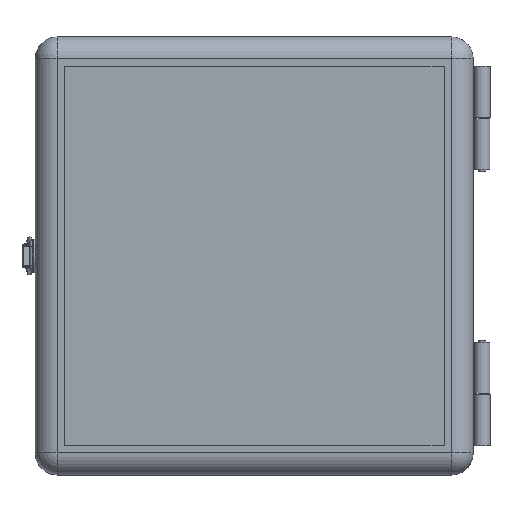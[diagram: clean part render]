
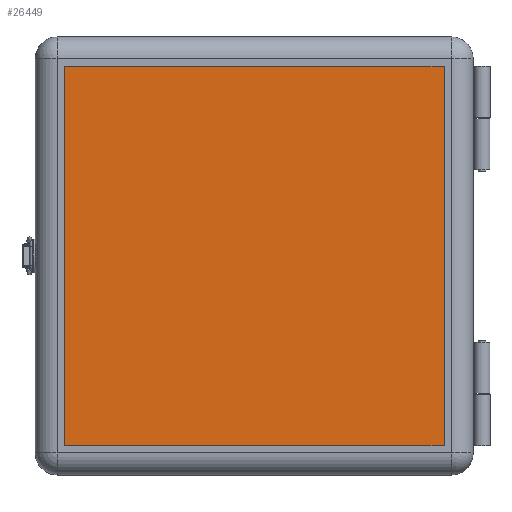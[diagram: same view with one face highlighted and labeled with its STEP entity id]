
A CAD part, top view. The second image highlights one B-rep face of the part: STEP entity #26449.
In plain terms, the highlighted face is planar.
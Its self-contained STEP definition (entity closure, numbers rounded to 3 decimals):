
#19842 = EDGE_CURVE ( 'NONE', #22590, #22593, #41950, .T. ) ;
#19850 = EDGE_CURVE ( 'NONE', #22594, #22597, #41958, .T. ) ;
#19857 = EDGE_CURVE ( 'NONE', #22597, #22590, #41963, .T. ) ;
#19861 = EDGE_CURVE ( 'NONE', #22593, #22594, #41986, .T. ) ;
#21564 = EDGE_LOOP ( 'NONE', ( #24121, #24122, #24289, #24291 ) ) ;
#22590 = VERTEX_POINT ( 'NONE', #47648 ) ;
#22593 = VERTEX_POINT ( 'NONE', #47651 ) ;
#22594 = VERTEX_POINT ( 'NONE', #47652 ) ;
#22597 = VERTEX_POINT ( 'NONE', #47655 ) ;
#24121 = ORIENTED_EDGE ( 'NONE', *, *, #19857, .F. ) ;
#24122 = ORIENTED_EDGE ( 'NONE', *, *, #19850, .F. ) ;
#24289 = ORIENTED_EDGE ( 'NONE', *, *, #19861, .F. ) ;
#24291 = ORIENTED_EDGE ( 'NONE', *, *, #19842, .F. ) ;
#26449 = ADVANCED_FACE ( 'NONE', ( #48909 ), #48910, .F. ) ;
#41950 = LINE ( 'NONE', #41960, #42604 ) ;
#41958 = LINE ( 'NONE', #41972, #42605 ) ;
#41960 = CARTESIAN_POINT ( 'NONE',  ( 130., -135., 0. ) ) ;
#41961 = DIRECTION ( 'NONE',  ( 0., 1., 0. ) ) ;
#41963 = LINE ( 'NONE', #41981, #42608 ) ;
#41972 = CARTESIAN_POINT ( 'NONE',  ( -130., -135., 0. ) ) ;
#41973 = DIRECTION ( 'NONE',  ( 0., -1., 0. ) ) ;
#41981 = CARTESIAN_POINT ( 'NONE',  ( -135., -130., 0. ) ) ;
#41983 = DIRECTION ( 'NONE',  ( 1., 0., 0. ) ) ;
#41986 = LINE ( 'NONE', #41987, #42613 ) ;
#41987 = CARTESIAN_POINT ( 'NONE',  ( -135., 130., 0. ) ) ;
#41988 = DIRECTION ( 'NONE',  ( -1., 0., 0. ) ) ;
#42604 = VECTOR ( 'NONE', #41961, 1000. ) ;
#42605 = VECTOR ( 'NONE', #41973, 1000. ) ;
#42608 = VECTOR ( 'NONE', #41983, 1000. ) ;
#42613 = VECTOR ( 'NONE', #41988, 1000. ) ;
#47648 = CARTESIAN_POINT ( 'NONE',  ( 130., -130., 0. ) ) ;
#47651 = CARTESIAN_POINT ( 'NONE',  ( 130., 130., 0. ) ) ;
#47652 = CARTESIAN_POINT ( 'NONE',  ( -130., 130., 0. ) ) ;
#47655 = CARTESIAN_POINT ( 'NONE',  ( -130., -130., 0. ) ) ;
#48310 = AXIS2_PLACEMENT_3D ( 'NONE', #48898, #48912, #48913 ) ;
#48898 = CARTESIAN_POINT ( 'NONE',  ( -135., -135., 0. ) ) ;
#48909 = FACE_OUTER_BOUND ( 'NONE', #21564, .T. ) ;
#48910 = PLANE ( 'NONE',  #48310 ) ;
#48912 = DIRECTION ( 'NONE',  ( 0., 0., 1. ) ) ;
#48913 = DIRECTION ( 'NONE',  ( 1., 0., 0. ) ) ;
